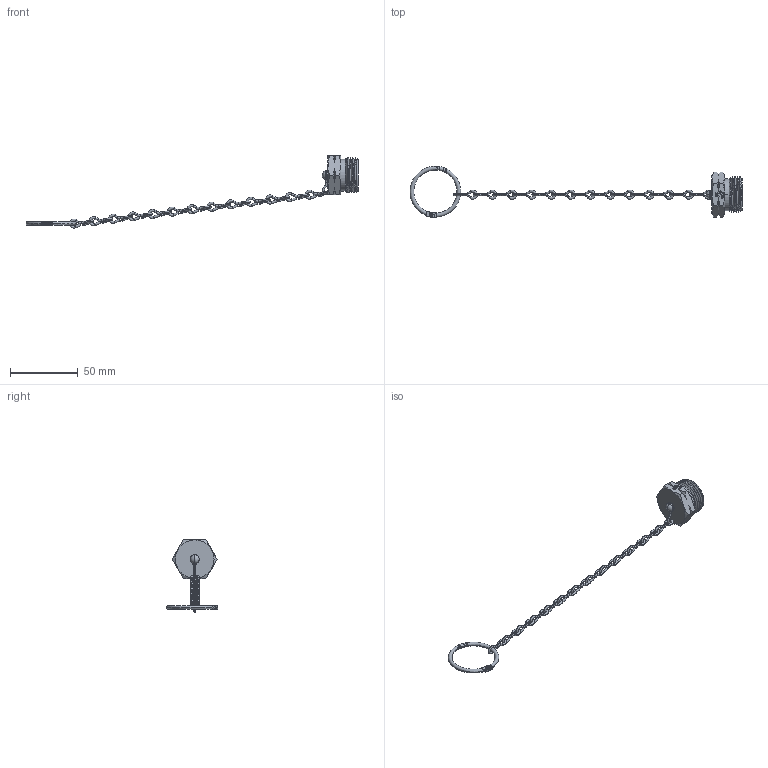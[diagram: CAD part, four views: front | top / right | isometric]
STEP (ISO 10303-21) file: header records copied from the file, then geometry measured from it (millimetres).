
FILE_DESCRIPTION (( 'STEP AP203' ), '1' );
FILE_NAME ('AD-679MSS-BL-R.STEP', '2025-08-07T18:02:01', ( '' ), ( '' ), 'SwSTEP 2.0', 'SolidWorks 2018', '' );
FILE_SCHEMA (( 'CONFIG_CONTROL_DESIGN' ));
Length unit declared in the file: inch
Products named in the file (8): ASY-000214_One Link Bent; PRT-000068; AD-679MSS-BL-R; PRT-002239_STAINLESS; PRT-003626; PRT-002255_SMALL PIN; ASY-000291; PRT-002245_RING-1.187D HALF
Assembly tree (21 placements, depth 3):
  AD-679MSS-BL-R
    PRT-000068
    ASY-000214_One Link Bent
      PRT-002239_STAINLESS  x14
    ASY-000291
      PRT-002245_RING-1.187D HALF  x2
      PRT-002255_SMALL PIN
    PRT-003626
Bounding box: 244.36 x 37.87 x 53.3 mm (x, y, z)
Volume: 12935 mm3; surface area: 8487.6 mm2
Topology: 19 solids, 19 shells, 523 faces, 1225 edges, 740 vertices
Faces by surface type: cylinder 176, bspline 115, torus 102, plane 86, cone 26, sphere 18
Entity records: 13831 total; most frequent: CARTESIAN_POINT 7957, ORIENTED_EDGE 1056, DIRECTION 807, EDGE_CURVE 528, VERTEX_POINT 337, AXIS2_PLACEMENT_3D 310, EDGE_LOOP 231, ADVANCED_FACE 215
